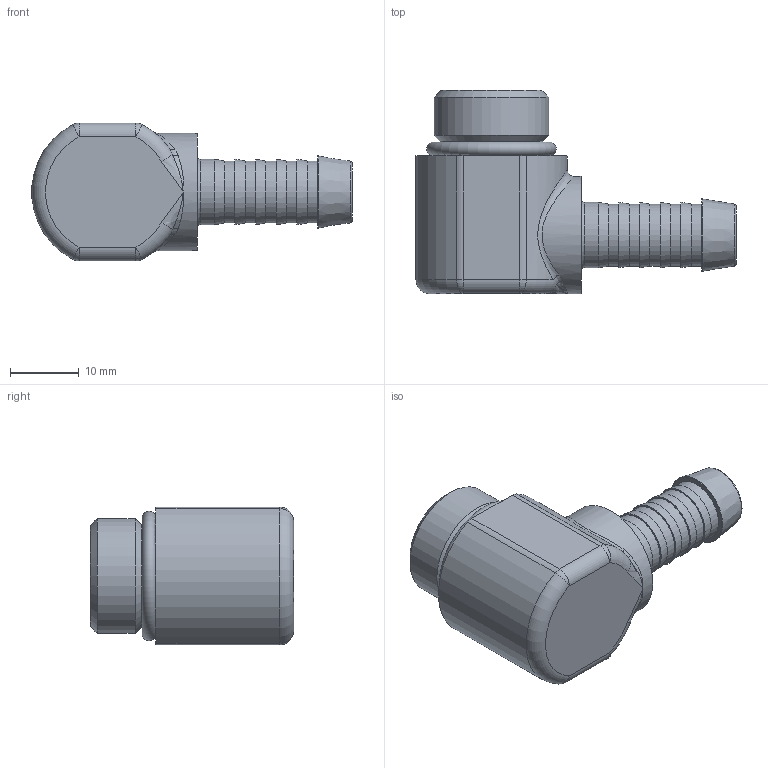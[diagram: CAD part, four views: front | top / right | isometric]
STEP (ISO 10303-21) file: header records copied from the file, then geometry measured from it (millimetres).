
FILE_DESCRIPTION(/* description */ (''),/* implementation_level */ '2;1');
FILE_NAME(/* name */ 'MKW 9 TL90.stp',/* time_stamp */ '2023-04-25T10:45:27+02:00',/* author */ ('meier'),/* organization */ (''),/* preprocessor_version */ 'ST-DEVELOPER v18.1',/* originating_system */ 'Autodesk Inventor 2022',/* authorisation */ '0 mm^3');
FILE_SCHEMA (('CONFIG_CONTROL_DESIGN','AUTOMOTIVE_DESIGN { 1 0 10303 214 3 1 1 }'));
Length unit declared in the file: millimetre
Products named in the file (1): LUE_00033193
Bounding box: 46.46 x 29.5 x 20 mm (x, y, z)
Volume: 9142.1 mm3; surface area: 4931.2 mm2
Topology: 1 solids, 1 shells, 62 faces, 136 edges, 77 vertices
Faces by surface type: cylinder 20, plane 13, cone 10, torus 8, bspline 7, sphere 4
Full cylindrical faces by diameter (mm): 6 x1, 9 x6, 9.5 x1, 14.85 x2, 16.66 x1, 17 x1
Entity records: 2138 total; most frequent: CARTESIAN_POINT 686, DIRECTION 304, ORIENTED_EDGE 258, AXIS2_PLACEMENT_3D 134, EDGE_CURVE 129, CIRCLE 78, VERTEX_POINT 76, EDGE_LOOP 72
